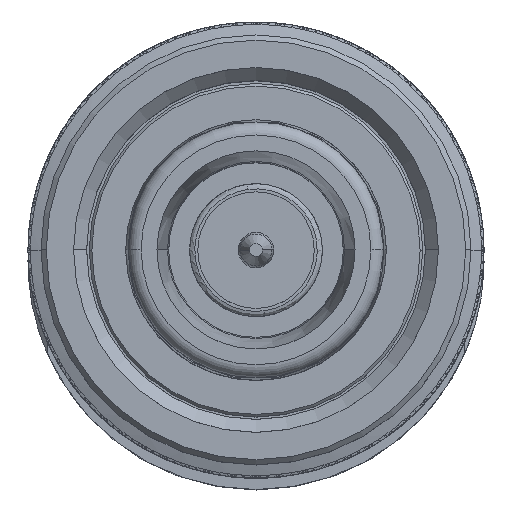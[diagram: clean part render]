
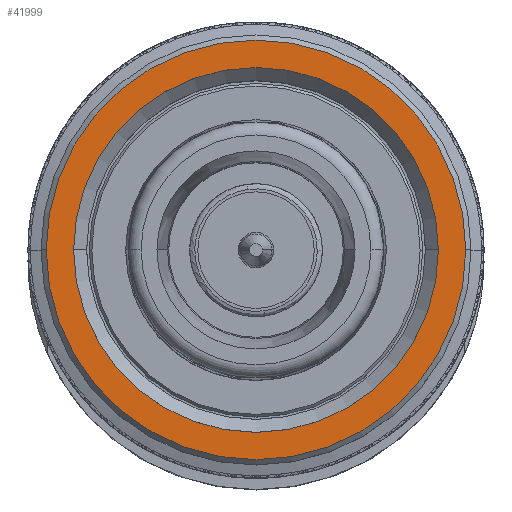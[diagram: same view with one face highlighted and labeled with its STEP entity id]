
A CAD part, top view. The second image highlights one B-rep face of the part: STEP entity #41999.
In plain terms, the highlighted face is planar.
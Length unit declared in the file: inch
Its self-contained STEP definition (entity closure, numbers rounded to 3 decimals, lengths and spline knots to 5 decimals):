
#924 = AXIS2_PLACEMENT_3D ( 'NONE', #19082, #51536, #14762 ) ;
#2810 = DIRECTION ( 'NONE',  ( -1., 0., 0. ) ) ;
#4031 = CIRCLE ( 'NONE', #50326, 0.27559 ) ;
#6690 = CARTESIAN_POINT ( 'NONE',  ( 0.01969, 0., 0.27559 ) ) ;
#6896 = VERTEX_POINT ( 'NONE', #15134 ) ;
#7411 = AXIS2_PLACEMENT_3D ( 'NONE', #12613, #20713, #33042 ) ;
#7873 = AXIS2_PLACEMENT_3D ( 'NONE', #42866, #22762, #10348 ) ;
#9879 = DIRECTION ( 'NONE',  ( 0., 0., -1. ) ) ;
#9976 = VERTEX_POINT ( 'NONE', #6690 ) ;
#10348 = DIRECTION ( 'NONE',  ( 0., 0., -1. ) ) ;
#10875 = FACE_OUTER_BOUND ( 'NONE', #38531, .T. ) ;
#12370 = EDGE_CURVE ( 'NONE', #45804, #6896, #21173, .T. ) ;
#12487 = VERTEX_POINT ( 'NONE', #44530 ) ;
#12613 = CARTESIAN_POINT ( 'NONE',  ( 0.01969, 0., 0. ) ) ;
#14762 = DIRECTION ( 'NONE',  ( 0., 0., 1. ) ) ;
#15134 = CARTESIAN_POINT ( 'NONE',  ( 0.01969, 0., -0.31693 ) ) ;
#15836 = AXIS2_PLACEMENT_3D ( 'NONE', #39626, #2810, #19226 ) ;
#17415 = EDGE_CURVE ( 'NONE', #12487, #9976, #25073, .T. ) ;
#17640 = ORIENTED_EDGE ( 'NONE', *, *, #17415, .T. ) ;
#19082 = CARTESIAN_POINT ( 'NONE',  ( 0.01969, 0., 0. ) ) ;
#19226 = DIRECTION ( 'NONE',  ( 0., 0., 1. ) ) ;
#20713 = DIRECTION ( 'NONE',  ( -1., 0., 0. ) ) ;
#21173 = CIRCLE ( 'NONE', #7411, 0.31693 ) ;
#22762 = DIRECTION ( 'NONE',  ( 1., 0., 0. ) ) ;
#24569 = ORIENTED_EDGE ( 'NONE', *, *, #27934, .T. ) ;
#25073 = CIRCLE ( 'NONE', #7873, 0.27559 ) ;
#26727 = CIRCLE ( 'NONE', #924, 0.31693 ) ;
#27336 = PLANE ( 'NONE',  #15836 ) ;
#27934 = EDGE_CURVE ( 'NONE', #6896, #45804, #26727, .T. ) ;
#30331 = CARTESIAN_POINT ( 'NONE',  ( 0.01969, 0., 0. ) ) ;
#33042 = DIRECTION ( 'NONE',  ( 0., 0., 1. ) ) ;
#38531 = EDGE_LOOP ( 'NONE', ( #24569, #48906 ) ) ;
#39626 = CARTESIAN_POINT ( 'NONE',  ( 0.01969, 0.27559, 0. ) ) ;
#41999 = ADVANCED_FACE ( 'NONE', ( #47677, #10875 ), #27336, .T. ) ;
#42413 = CARTESIAN_POINT ( 'NONE',  ( 0.01969, 0., 0.31693 ) ) ;
#42866 = CARTESIAN_POINT ( 'NONE',  ( 0.01969, 0., 0. ) ) ;
#44530 = CARTESIAN_POINT ( 'NONE',  ( 0.01969, 0., -0.27559 ) ) ;
#45804 = VERTEX_POINT ( 'NONE', #42413 ) ;
#46589 = EDGE_LOOP ( 'NONE', ( #47747, #17640 ) ) ;
#46694 = DIRECTION ( 'NONE',  ( 1., 0., 0. ) ) ;
#47677 = FACE_BOUND ( 'NONE', #46589, .T. ) ;
#47747 = ORIENTED_EDGE ( 'NONE', *, *, #49709, .T. ) ;
#48906 = ORIENTED_EDGE ( 'NONE', *, *, #12370, .T. ) ;
#49709 = EDGE_CURVE ( 'NONE', #9976, #12487, #4031, .T. ) ;
#50326 = AXIS2_PLACEMENT_3D ( 'NONE', #30331, #46694, #9879 ) ;
#51536 = DIRECTION ( 'NONE',  ( -1., 0., 0. ) ) ;
